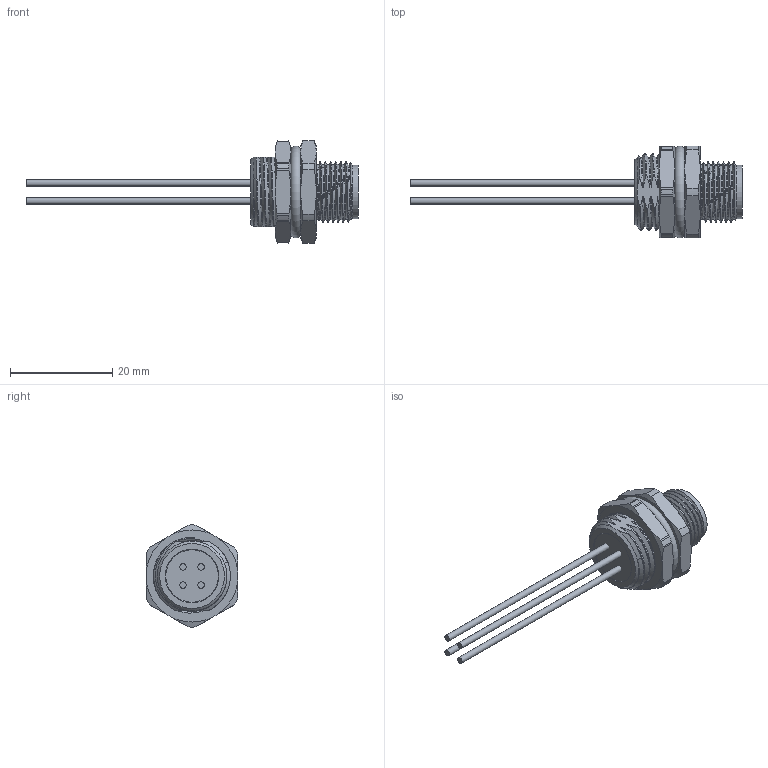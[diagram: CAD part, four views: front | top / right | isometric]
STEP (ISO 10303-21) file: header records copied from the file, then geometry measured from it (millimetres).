
FILE_DESCRIPTION(/* description */ ('Unknown'),/* implementation_level */ '2;1');
FILE_NAME(/* name */ '643352100604',/* time_stamp */ '2024-12-04T16:02:32+01:00',/* author */ ('Unknown'),/* organization */ ('Unknown'),/* preprocessor_version */ 'ST-DEVELOPER v19.4',/* originating_system */ 'Solid Edge',/* authorisation */ 'Unknown');
FILE_SCHEMA (('AUTOMOTIVE_DESIGN {1 0 10303 214 3 1 1}'));
Length unit declared in the file: millimetre
Products named in the file (12): 6433521006xx_With Cable; 6433521006xx; 643352100604; 6433521006xx_Housing; 6433521006xx_Pin; 6433521006xx_Resin; 643xx01004xx_Seal_outer; 643xx01006xx_Nut; Wire 22AWG Brown; Wire 22AWG White; Wire 22AWG Blue; Wire 22AWG Black
Assembly tree (14 placements, depth 3):
  6433521006xx_With Cable
    6433521006xx
      643352100604
      6433521006xx_Housing
      6433521006xx_Pin  x4
      6433521006xx_Resin
      643xx01004xx_Seal_outer
      643xx01006xx_Nut
    Wire 22AWG Brown
    Wire 22AWG White
    Wire 22AWG Blue
    Wire 22AWG Black
Bounding box: 65.05 x 18.01 x 20 mm (x, y, z)
Volume: 3408.3 mm3; surface area: 5765.8 mm2
Topology: 13 solids, 13 shells, 424 faces, 1014 edges, 645 vertices
Faces by surface type: plane 144, cylinder 144, cone 89, bspline 26, torus 21
Full cylindrical faces by diameter (mm): 0.77 x4, 1 x8, 1.1 x4, 1.245 x4, 1.3 x4, 1.4 x16, 1.5 x8, 1.6 x4, 1.7 x8, 8.3 x1, 9.16 x1, 9.2 x1, 9.44 x1, 9.5 x16, 10.45 x1, 10.76 x7
Entity records: 21786 total; most frequent: CARTESIAN_POINT 14144, DIRECTION 1449, ORIENTED_EDGE 1404, EDGE_CURVE 702, AXIS2_PLACEMENT_3D 602, VERTEX_POINT 511, FACE_BOUND 491, EDGE_LOOP 489
